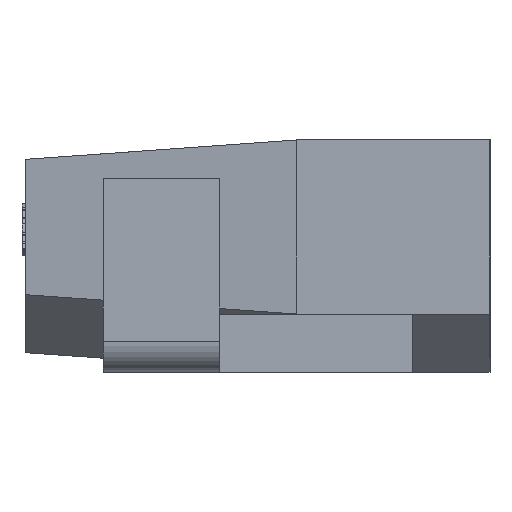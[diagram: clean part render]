
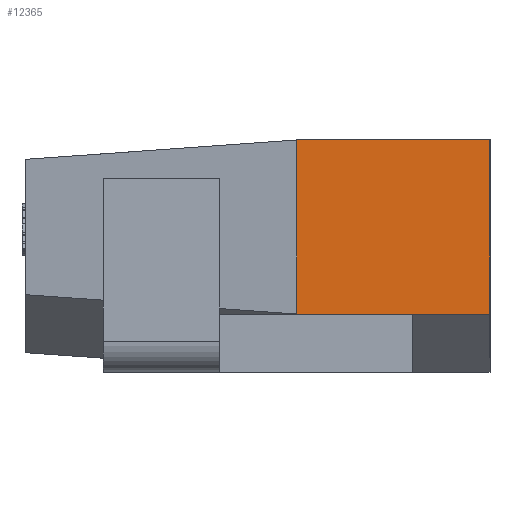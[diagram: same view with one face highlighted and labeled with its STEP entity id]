
A CAD part, left-side view. The second image highlights one B-rep face of the part: STEP entity #12365.
In plain terms, the highlighted planar face has unit normal (-1, 0, 0).
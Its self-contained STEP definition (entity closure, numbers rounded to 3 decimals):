
#167 = AXIS2_PLACEMENT_3D ( 'NONE', #642, #14234, #13079 ) ;
#406 = CARTESIAN_POINT ( 'NONE',  ( -1.75, 0.5, 0.15 ) ) ;
#434 = EDGE_CURVE ( 'NONE', #3315, #1953, #4163, .T. ) ;
#642 = CARTESIAN_POINT ( 'NONE',  ( -1.75, 0.5, 0. ) ) ;
#1793 = FACE_OUTER_BOUND ( 'NONE', #7699, .T. ) ;
#1929 = VECTOR ( 'NONE', #5547, 1000. ) ;
#1953 = VERTEX_POINT ( 'NONE', #10820 ) ;
#2513 = ORIENTED_EDGE ( 'NONE', *, *, #434, .F. ) ;
#2797 = DIRECTION ( 'NONE',  ( 0., 0., -1. ) ) ;
#2894 = DIRECTION ( 'NONE',  ( 0., 0., -1. ) ) ;
#3065 = VERTEX_POINT ( 'NONE', #406 ) ;
#3315 = VERTEX_POINT ( 'NONE', #8147 ) ;
#4101 = LINE ( 'NONE', #6740, #8463 ) ;
#4163 = LINE ( 'NONE', #14016, #4669 ) ;
#4468 = VECTOR ( 'NONE', #10952, 1000. ) ;
#4669 = VECTOR ( 'NONE', #2797, 1000. ) ;
#4683 = LINE ( 'NONE', #14689, #4468 ) ;
#5547 = DIRECTION ( 'NONE',  ( 0., -1., 0. ) ) ;
#6740 = CARTESIAN_POINT ( 'NONE',  ( -1.75, 0.5, 0. ) ) ;
#6786 = CARTESIAN_POINT ( 'NONE',  ( -1.75, 0.5, 0.15 ) ) ;
#7699 = EDGE_LOOP ( 'NONE', ( #2513, #9108, #9444, #8945 ) ) ;
#7816 = EDGE_CURVE ( 'NONE', #3065, #1953, #10396, .T. ) ;
#8147 = CARTESIAN_POINT ( 'NONE',  ( -1.75, 0., 0.6 ) ) ;
#8463 = VECTOR ( 'NONE', #2894, 1000. ) ;
#8945 = ORIENTED_EDGE ( 'NONE', *, *, #7816, .T. ) ;
#9108 = ORIENTED_EDGE ( 'NONE', *, *, #9719, .F. ) ;
#9444 = ORIENTED_EDGE ( 'NONE', *, *, #13819, .T. ) ;
#9719 = EDGE_CURVE ( 'NONE', #12595, #3315, #4683, .T. ) ;
#10396 = LINE ( 'NONE', #6786, #1929 ) ;
#10820 = CARTESIAN_POINT ( 'NONE',  ( -1.75, 0., 0.15 ) ) ;
#10952 = DIRECTION ( 'NONE',  ( 0., -1., 0. ) ) ;
#12365 = ADVANCED_FACE ( 'NONE', ( #1793 ), #14069, .T. ) ;
#12595 = VERTEX_POINT ( 'NONE', #15688 ) ;
#13079 = DIRECTION ( 'NONE',  ( 0., 0., 1. ) ) ;
#13819 = EDGE_CURVE ( 'NONE', #12595, #3065, #4101, .T. ) ;
#14016 = CARTESIAN_POINT ( 'NONE',  ( -1.75, 0., 0. ) ) ;
#14069 = PLANE ( 'NONE',  #167 ) ;
#14234 = DIRECTION ( 'NONE',  ( -1., 0., 0. ) ) ;
#14689 = CARTESIAN_POINT ( 'NONE',  ( -1.75, 0.5, 0.6 ) ) ;
#15688 = CARTESIAN_POINT ( 'NONE',  ( -1.75, 0.5, 0.6 ) ) ;
